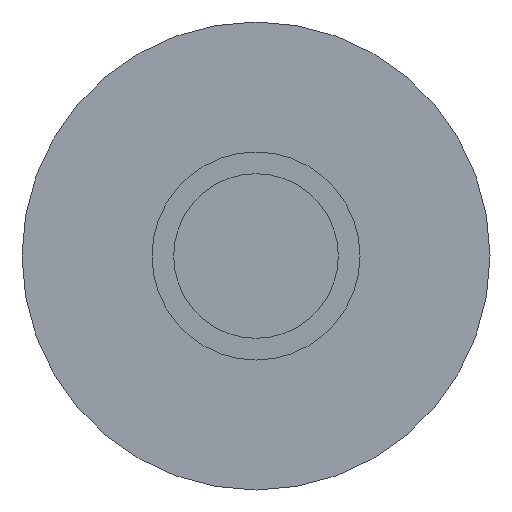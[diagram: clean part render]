
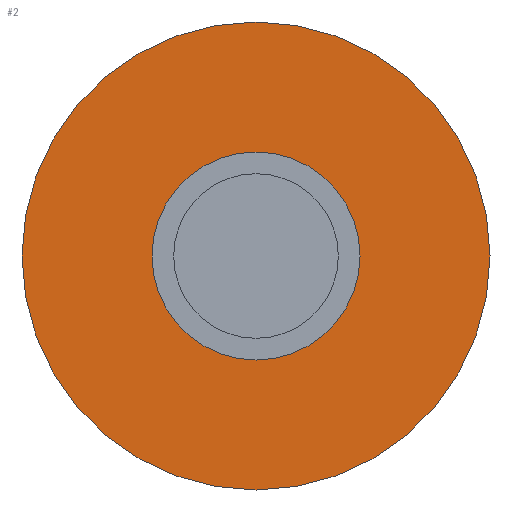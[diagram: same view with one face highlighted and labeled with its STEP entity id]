
A CAD part, front view. The second image highlights one B-rep face of the part: STEP entity #2.
In plain terms, the highlighted planar face has unit normal (0, -1, 0).
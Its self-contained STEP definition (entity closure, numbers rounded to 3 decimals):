
#2 = ADVANCED_FACE ( 'NONE', ( #418, #388 ), #133, .F. ) ;
#24 = CIRCLE ( 'NONE', #256, 1.2 ) ;
#27 = DIRECTION ( 'NONE',  ( 0., 0., 1. ) ) ;
#28 = ORIENTED_EDGE ( 'NONE', *, *, #245, .F. ) ;
#31 = DIRECTION ( 'NONE',  ( 0., 0., 1. ) ) ;
#42 = EDGE_CURVE ( 'NONE', #287, #247, #286, .T. ) ;
#53 = CARTESIAN_POINT ( 'NONE',  ( 0., 0., -1.2 ) ) ;
#60 = DIRECTION ( 'NONE',  ( 0., 1., 0. ) ) ;
#69 = ORIENTED_EDGE ( 'NONE', *, *, #42, .F. ) ;
#74 = CARTESIAN_POINT ( 'NONE',  ( 0., 0., 2.7 ) ) ;
#97 = VERTEX_POINT ( 'NONE', #289 ) ;
#123 = DIRECTION ( 'NONE',  ( 0., -1., 0. ) ) ;
#133 = PLANE ( 'NONE',  #189 ) ;
#138 = CARTESIAN_POINT ( 'NONE',  ( 0., 0., 0. ) ) ;
#152 = AXIS2_PLACEMENT_3D ( 'NONE', #138, #283, #31 ) ;
#156 = CARTESIAN_POINT ( 'NONE',  ( 0., 0., -2.7 ) ) ;
#175 = CIRCLE ( 'NONE', #427, 1.2 ) ;
#181 = ORIENTED_EDGE ( 'NONE', *, *, #439, .F. ) ;
#189 = AXIS2_PLACEMENT_3D ( 'NONE', #277, #60, #27 ) ;
#203 = EDGE_LOOP ( 'NONE', ( #69, #181 ) ) ;
#222 = CARTESIAN_POINT ( 'NONE',  ( 0., 0., 0. ) ) ;
#245 = EDGE_CURVE ( 'NONE', #97, #385, #24, .T. ) ;
#247 = VERTEX_POINT ( 'NONE', #74 ) ;
#256 = AXIS2_PLACEMENT_3D ( 'NONE', #222, #364, #296 ) ;
#264 = AXIS2_PLACEMENT_3D ( 'NONE', #304, #339, #411 ) ;
#277 = CARTESIAN_POINT ( 'NONE',  ( 0., 0., 0. ) ) ;
#283 = DIRECTION ( 'NONE',  ( 0., 1., 0. ) ) ;
#286 = CIRCLE ( 'NONE', #152, 2.7 ) ;
#287 = VERTEX_POINT ( 'NONE', #156 ) ;
#289 = CARTESIAN_POINT ( 'NONE',  ( 0., 0., 1.2 ) ) ;
#296 = DIRECTION ( 'NONE',  ( 0., 0., -1. ) ) ;
#304 = CARTESIAN_POINT ( 'NONE',  ( 0., 0., 0. ) ) ;
#309 = EDGE_CURVE ( 'NONE', #385, #97, #175, .T. ) ;
#310 = CIRCLE ( 'NONE', #264, 2.7 ) ;
#339 = DIRECTION ( 'NONE',  ( 0., 1., 0. ) ) ;
#364 = DIRECTION ( 'NONE',  ( 0., -1., 0. ) ) ;
#385 = VERTEX_POINT ( 'NONE', #53 ) ;
#388 = FACE_OUTER_BOUND ( 'NONE', #203, .T. ) ;
#398 = EDGE_LOOP ( 'NONE', ( #437, #28 ) ) ;
#411 = DIRECTION ( 'NONE',  ( 0., 0., 1. ) ) ;
#418 = FACE_BOUND ( 'NONE', #398, .T. ) ;
#427 = AXIS2_PLACEMENT_3D ( 'NONE', #440, #123, #441 ) ;
#437 = ORIENTED_EDGE ( 'NONE', *, *, #309, .F. ) ;
#439 = EDGE_CURVE ( 'NONE', #247, #287, #310, .T. ) ;
#440 = CARTESIAN_POINT ( 'NONE',  ( 0., 0., 0. ) ) ;
#441 = DIRECTION ( 'NONE',  ( 0., 0., -1. ) ) ;
